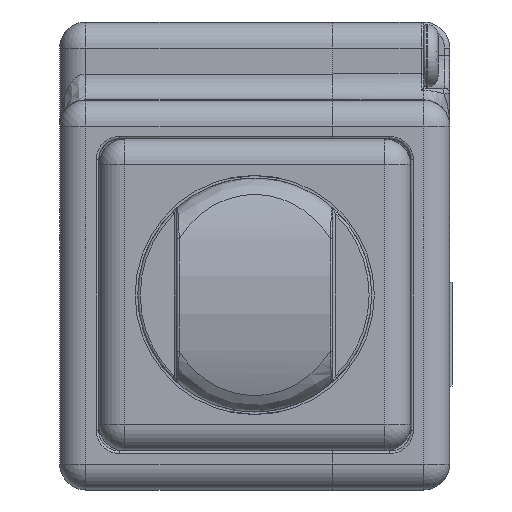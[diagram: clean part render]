
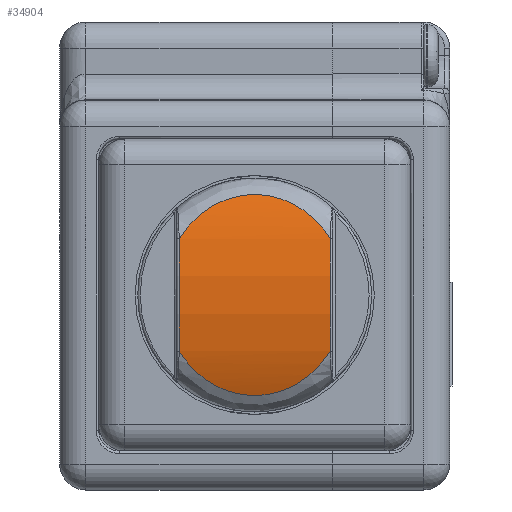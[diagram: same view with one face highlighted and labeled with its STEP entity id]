
A CAD part, front view. The second image highlights one B-rep face of the part: STEP entity #34904.
In plain terms, the highlighted cylindrical face has radius 10.625 mm (diameter 21.25 mm), a partial arc.
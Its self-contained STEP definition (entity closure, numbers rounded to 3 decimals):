
#33415=CARTESIAN_POINT('',(-2.9,0.777,
-2.163));
#33467=CARTESIAN_POINT('',(2.9,0.777,
2.163));
#33633=CARTESIAN_POINT('',(2.9,-9.625,0.));
#33634=DIRECTION('',(-1.,0.,0.));
#33635=DIRECTION('',(0.,0.979,0.204));
#33636=AXIS2_PLACEMENT_3D('',#33633,#33634,#33635);
#33638=CARTESIAN_POINT('',(2.9,0.777,
2.163));
#33639=CARTESIAN_POINT('',(2.813,0.748,
2.306));
#33640=CARTESIAN_POINT('',(2.623,0.686,
2.576));
#33641=CARTESIAN_POINT('',(2.287,0.587,
2.94));
#33642=CARTESIAN_POINT('',(1.913,0.492,
3.249));
#33643=CARTESIAN_POINT('',(1.509,0.408,
3.498));
#33644=CARTESIAN_POINT('',(1.086,0.341,
3.684));
#33645=CARTESIAN_POINT('',(0.654,0.295,
3.806));
#33646=CARTESIAN_POINT('',(0.219,0.272,
3.866));
#33647=CARTESIAN_POINT('',(-0.219,0.272,
3.866));
#33648=CARTESIAN_POINT('',(-0.654,0.295,
3.806));
#33649=CARTESIAN_POINT('',(-1.086,0.341,
3.684));
#33650=CARTESIAN_POINT('',(-1.509,0.408,
3.498));
#33651=CARTESIAN_POINT('',(-1.913,0.492,
3.249));
#33652=CARTESIAN_POINT('',(-2.287,0.587,
2.94));
#33653=CARTESIAN_POINT('',(-2.622,0.686,
2.576));
#33654=CARTESIAN_POINT('',(-2.813,0.748,
2.306));
#33655=CARTESIAN_POINT('',(-2.9,0.777,
2.163));
#33657=CARTESIAN_POINT('',(-2.9,-9.625,0.));
#33658=DIRECTION('',(1.,0.,0.));
#33659=DIRECTION('',(0.,0.979,-0.204));
#33660=AXIS2_PLACEMENT_3D('',#33657,#33658,#33659);
#33662=CARTESIAN_POINT('',(-2.9,0.777,
-2.163));
#33663=CARTESIAN_POINT('',(-2.813,0.748,
-2.306));
#33664=CARTESIAN_POINT('',(-2.622,0.686,
-2.576));
#33665=CARTESIAN_POINT('',(-2.287,0.587,
-2.94));
#33666=CARTESIAN_POINT('',(-1.913,0.492,
-3.249));
#33667=CARTESIAN_POINT('',(-1.509,0.408,
-3.498));
#33668=CARTESIAN_POINT('',(-1.086,0.341,
-3.684));
#33669=CARTESIAN_POINT('',(-0.654,0.295,
-3.806));
#33670=CARTESIAN_POINT('',(-0.219,0.272,
-3.866));
#33671=CARTESIAN_POINT('',(0.219,0.272,
-3.866));
#33672=CARTESIAN_POINT('',(0.654,0.295,
-3.806));
#33673=CARTESIAN_POINT('',(1.086,0.341,
-3.684));
#33674=CARTESIAN_POINT('',(1.509,0.408,
-3.498));
#33675=CARTESIAN_POINT('',(1.913,0.492,
-3.249));
#33676=CARTESIAN_POINT('',(2.287,0.587,
-2.94));
#33677=CARTESIAN_POINT('',(2.623,0.686,
-2.576));
#33678=CARTESIAN_POINT('',(2.813,0.748,
-2.306));
#33679=CARTESIAN_POINT('',(2.9,0.777,
-2.163));
#33806=VERTEX_POINT('',#33467);
#33808=CARTESIAN_POINT('',(2.9,0.777,-2.163));
#33809=VERTEX_POINT('',#33808);
#33812=VERTEX_POINT('',#33415);
#33814=CARTESIAN_POINT('',(-2.9,0.777,2.163));
#33815=VERTEX_POINT('',#33814);
#34892=CARTESIAN_POINT('',(-4.5,-9.625,0.));
#34893=DIRECTION('',(1.,0.,0.));
#34894=DIRECTION('',(0.,-1.,0.));
#34895=AXIS2_PLACEMENT_3D('',#34892,#34893,#34894);
#34896=CYLINDRICAL_SURFACE('',#34895,10.625);
#34897=ORIENTED_EDGE('',*,*,#34884,.F.);
#34898=ORIENTED_EDGE('',*,*,#34669,.T.);
#34900=ORIENTED_EDGE('',*,*,#34899,.F.);
#34901=ORIENTED_EDGE('',*,*,#34324,.T.);
#34902=EDGE_LOOP('',(#34897,#34898,#34900,#34901));
#34903=FACE_OUTER_BOUND('',#34902,.F.);
#34904=ADVANCED_FACE('',(#34903),#34896,.T.);
#33637=CIRCLE('',#33636,10.625);
#33656=B_SPLINE_CURVE_WITH_KNOTS('',3,(#33638,#33639,#33640,#33641,#33642,
#33643,#33644,#33645,#33646,#33647,#33648,#33649,#33650,#33651,#33652,#33653,
#33654,#33655),.UNSPECIFIED.,.F.,.F.,(4,1,1,1,1,1,1,1,1,1,1,1,1,1,1,4),(0.,
0.067,0.133,0.2,0.267,0.333,
0.4,0.467,0.533,0.6,0.667,
0.733,0.8,0.867,0.933,1.),
.UNSPECIFIED.);
#33661=CIRCLE('',#33660,10.625);
#33680=B_SPLINE_CURVE_WITH_KNOTS('',3,(#33662,#33663,#33664,#33665,#33666,
#33667,#33668,#33669,#33670,#33671,#33672,#33673,#33674,#33675,#33676,#33677,
#33678,#33679),.UNSPECIFIED.,.F.,.F.,(4,1,1,1,1,1,1,1,1,1,1,1,1,1,1,4),(0.,
0.067,0.133,0.2,0.267,0.333,
0.4,0.467,0.533,0.6,0.667,
0.733,0.8,0.867,0.933,1.),
.UNSPECIFIED.);
#34324=EDGE_CURVE('',#33812,#33809,#33680,.T.);
#34669=EDGE_CURVE('',#33806,#33815,#33656,.T.);
#34884=EDGE_CURVE('',#33806,#33809,#33637,.T.);
#34899=EDGE_CURVE('',#33812,#33815,#33661,.T.);
